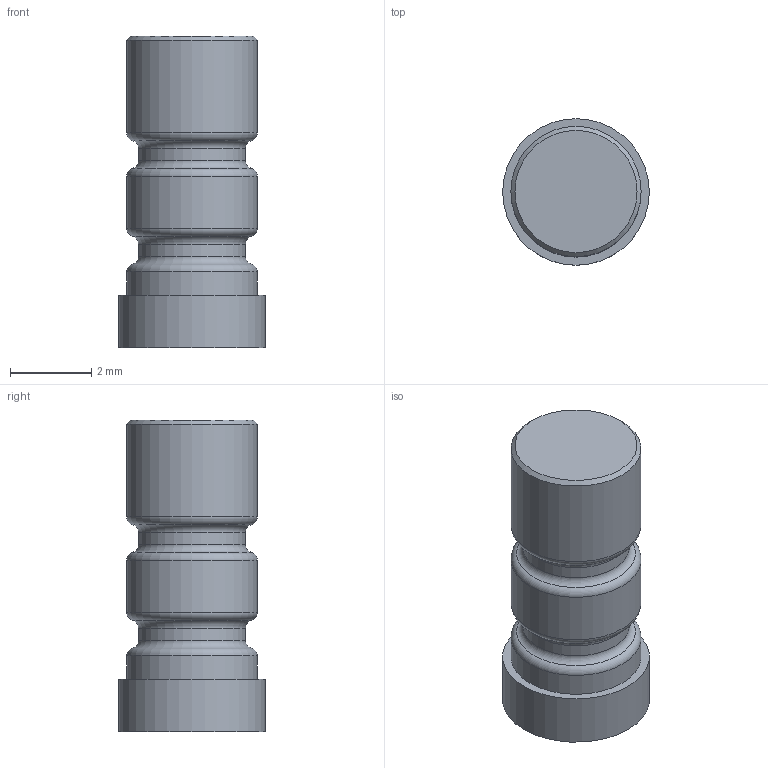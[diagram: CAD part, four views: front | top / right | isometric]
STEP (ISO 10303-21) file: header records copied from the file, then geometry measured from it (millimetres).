
FILE_DESCRIPTION(/* description */ (''),/* implementation_level */ '2;1');
FILE_NAME(/* name */ 'Button.step',/* time_stamp */ '2023-06-08T02:09:22-07:00',/* author */ (''),/* organization */ (''),/* preprocessor_version */ 'ST-DEVELOPER v19.2',/* originating_system */ 'Autodesk Translation Framework v11.17.0.187',/* authorisation */ '');
FILE_SCHEMA (('AUTOMOTIVE_DESIGN { 1 0 10303 214 3 1 1 }'));
Length unit declared in the file: millimetre
Products named in the file (1): Button
Bounding box: 3.6 x 3.6 x 7.66 mm (x, y, z)
Volume: 60.7 mm3; surface area: 100.7 mm2
Topology: 1 solids, 1 shells, 18 faces, 40 edges, 25 vertices
Faces by surface type: torus 8, cylinder 6, plane 3, cone 1
Full cylindrical faces by diameter (mm): 2.625 x2, 3.2 x3, 3.6 x1
Entity records: 550 total; most frequent: DIRECTION 111, CARTESIAN_POINT 84, ORIENTED_EDGE 80, AXIS2_PLACEMENT_3D 52, EDGE_CURVE 40, CIRCLE 33, VERTEX_POINT 25, EDGE_LOOP 19
